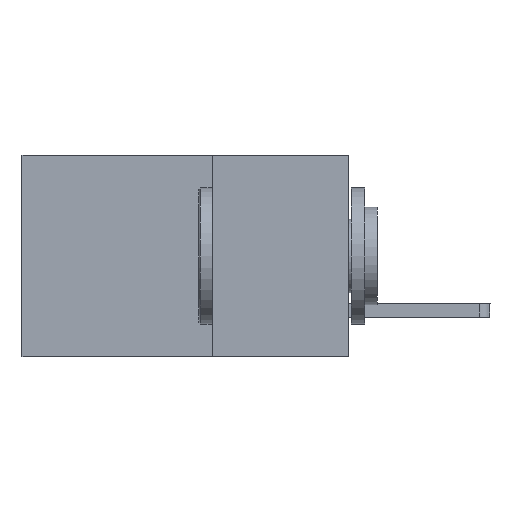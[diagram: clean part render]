
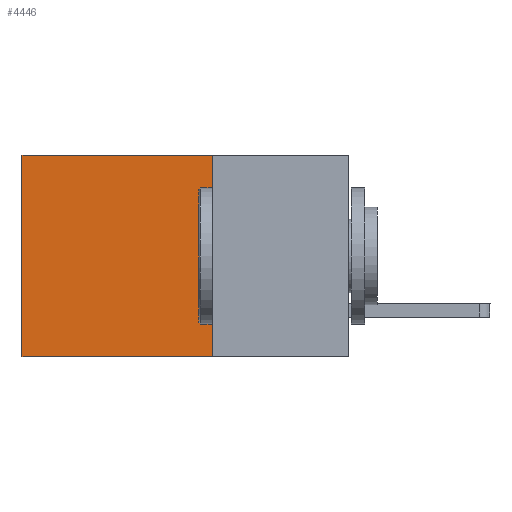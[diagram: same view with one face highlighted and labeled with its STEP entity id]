
A CAD part, left-side view. The second image highlights one B-rep face of the part: STEP entity #4446.
In plain terms, the highlighted planar face has unit normal (-1, 0, 0).
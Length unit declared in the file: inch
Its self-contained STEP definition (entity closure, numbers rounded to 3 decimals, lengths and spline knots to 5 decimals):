
#257 = CARTESIAN_POINT ( 'NONE',  ( 0.2615, 0.25, -0.37 ) ) ;
#308 = CARTESIAN_POINT ( 'NONE',  ( 0.2615, 0.25, 0. ) ) ;
#352 = DIRECTION ( 'NONE',  ( 0., 1., 0. ) ) ;
#794 = CARTESIAN_POINT ( 'NONE',  ( 0.2615, 0.25, -0.37 ) ) ;
#871 = DIRECTION ( 'NONE',  ( 0., 0., -1. ) ) ;
#982 = FACE_OUTER_BOUND ( 'NONE', #7908, .T. ) ;
#1010 = LINE ( 'NONE', #308, #3508 ) ;
#1260 = ORIENTED_EDGE ( 'NONE', *, *, #1785, .F. ) ;
#1280 = CARTESIAN_POINT ( 'NONE',  ( 0.2615, 0.25, -0.37 ) ) ;
#1443 = CARTESIAN_POINT ( 'NONE',  ( 0.2615, 0.6, -0.37 ) ) ;
#1625 = AXIS2_PLACEMENT_3D ( 'NONE', #794, #8914, #4503 ) ;
#1665 = VECTOR ( 'NONE', #871, 39.37008 ) ;
#1699 = ORIENTED_EDGE ( 'NONE', *, *, #8931, .T. ) ;
#1785 = EDGE_CURVE ( 'NONE', #3174, #8789, #4942, .T. ) ;
#2000 = VERTEX_POINT ( 'NONE', #9055 ) ;
#2013 = VECTOR ( 'NONE', #3592, 39.37008 ) ;
#2323 = CARTESIAN_POINT ( 'NONE',  ( 0.2615, 0.25, 0. ) ) ;
#2886 = LINE ( 'NONE', #3604, #1665 ) ;
#3169 = DIRECTION ( 'NONE',  ( 0., 0., -1. ) ) ;
#3174 = VERTEX_POINT ( 'NONE', #3891 ) ;
#3508 = VECTOR ( 'NONE', #352, 39.37008 ) ;
#3592 = DIRECTION ( 'NONE',  ( 0., 1., 0. ) ) ;
#3604 = CARTESIAN_POINT ( 'NONE',  ( 0.2615, 0.6, -0.37 ) ) ;
#3891 = CARTESIAN_POINT ( 'NONE',  ( 0.2615, 0.25, -0.37 ) ) ;
#4446 = ADVANCED_FACE ( 'NONE', ( #982 ), #5264, .F. ) ;
#4503 = DIRECTION ( 'NONE',  ( 0., 0., -1. ) ) ;
#4879 = EDGE_CURVE ( 'NONE', #6201, #3174, #6089, .T. ) ;
#4942 = LINE ( 'NONE', #1280, #2013 ) ;
#5264 = PLANE ( 'NONE',  #1625 ) ;
#5579 = ORIENTED_EDGE ( 'NONE', *, *, #8818, .T. ) ;
#6089 = LINE ( 'NONE', #257, #6217 ) ;
#6201 = VERTEX_POINT ( 'NONE', #2323 ) ;
#6217 = VECTOR ( 'NONE', #3169, 39.37008 ) ;
#7908 = EDGE_LOOP ( 'NONE', ( #5579, #1260, #8097, #1699 ) ) ;
#8097 = ORIENTED_EDGE ( 'NONE', *, *, #4879, .F. ) ;
#8789 = VERTEX_POINT ( 'NONE', #1443 ) ;
#8818 = EDGE_CURVE ( 'NONE', #2000, #8789, #2886, .T. ) ;
#8914 = DIRECTION ( 'NONE',  ( 1., 0., 0. ) ) ;
#8931 = EDGE_CURVE ( 'NONE', #6201, #2000, #1010, .T. ) ;
#9055 = CARTESIAN_POINT ( 'NONE',  ( 0.2615, 0.6, 0. ) ) ;
